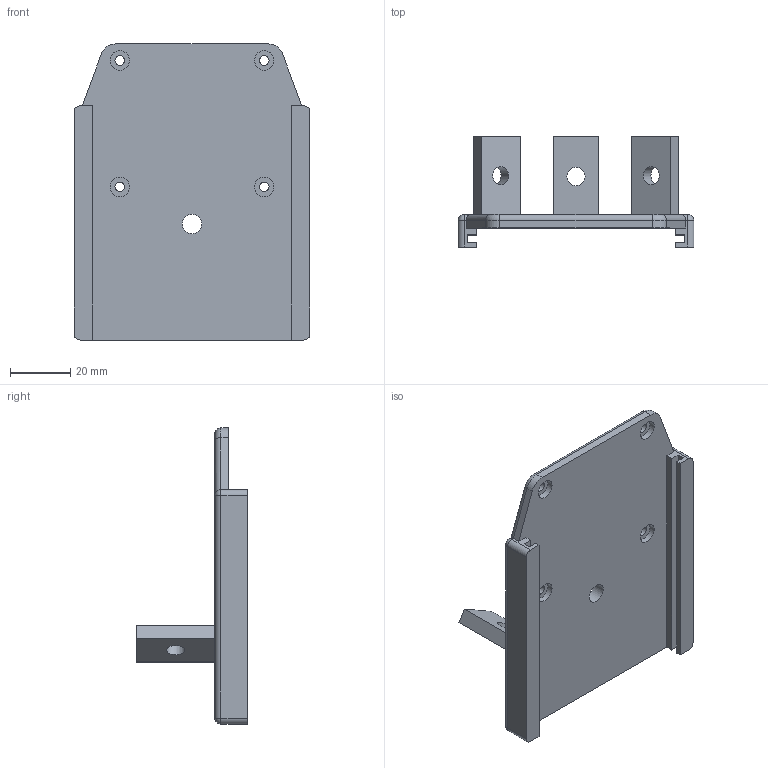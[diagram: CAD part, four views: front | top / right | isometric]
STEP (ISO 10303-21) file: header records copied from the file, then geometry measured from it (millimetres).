
FILE_DESCRIPTION(/* description */ ('','CAx-IF Rec.Pracs.---Representation and Presentation of Product Manufacturing Information (PMI)---4.0---2014-10-13'),/* implementation_level */ '2;1');
FILE_NAME(/* name */ 'BACK_1.step',/* time_stamp */ '2025-02-11T17:32:20+08:00',/* author */ (''),/* organization */ (''),/* preprocessor_version */ 'ST-DEVELOPER v20',/* originating_system */ 'Autodesk Translation Framework v13.20.0.188',/* authorisation */ '');
FILE_SCHEMA (('AP242_MANAGED_MODEL_BASED_3D_ENGINEERING_MIM_LF { 1 0 10303 442 1 1 4 }'));
Length unit declared in the file: millimetre
Products named in the file (1): 胸部1
Bounding box: 78.4 x 36.8 x 98.44 mm (x, y, z)
Volume: 42878.3 mm3; surface area: 22565.5 mm2
Topology: 1 solids, 1 shells, 73 faces, 174 edges, 110 vertices
Faces by surface type: plane 41, cylinder 26, sphere 4, torus 2
Full cylindrical faces by diameter (mm): 3.2 x4, 6.05 x3, 6.5 x5
Entity records: 2168 total; most frequent: DIRECTION 374, CARTESIAN_POINT 358, ORIENTED_EDGE 348, EDGE_CURVE 174, AXIS2_PLACEMENT_3D 126, LINE 122, VECTOR 122, VERTEX_POINT 110
